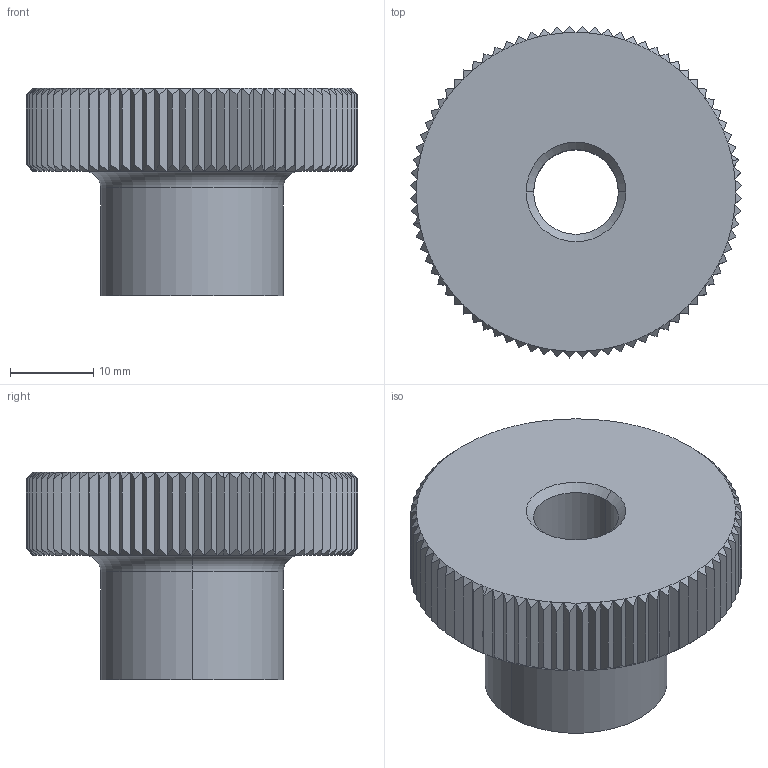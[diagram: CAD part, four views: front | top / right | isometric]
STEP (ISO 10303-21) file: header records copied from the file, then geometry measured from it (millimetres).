
FILE_DESCRIPTION(('STEP AP214'),'1');
FILE_NAME(' ',' ',('TraceParts'),('TraceParts S.A.'),'XStep 1.0',' ',' ');
FILE_SCHEMA(('automotive_design'));
Length unit declared in the file: millimetre
Products named in the file (1): 1
Bounding box: 39.97 x 39.97 x 25 mm (x, y, z)
Volume: 15728.9 mm3; surface area: 5672.1 mm2
Topology: 1 solids, 1 shells, 419 faces, 918 edges, 502 vertices
Faces by surface type: cone 168, plane 163, cylinder 86, torus 2
Entity records: 21296 total; most frequent: CARTESIAN_POINT 2480, STYLED_ITEM 1840, PRESENTATION_STYLE_ASSIGNMENT 1840, COLOUR_RGB 1840, ORIENTED_EDGE 1836, DIRECTION 1782, EDGE_CURVE 918, CURVE_STYLE 918
